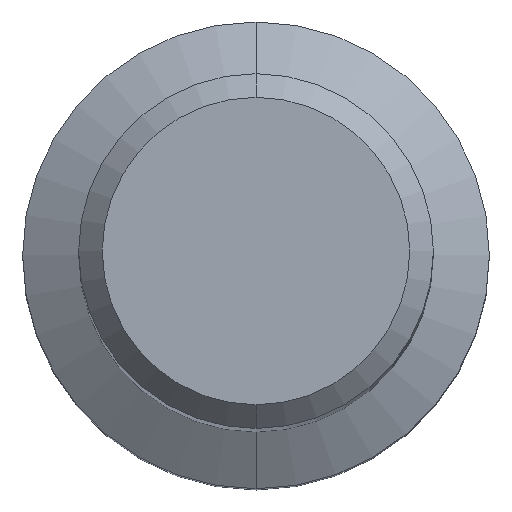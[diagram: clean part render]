
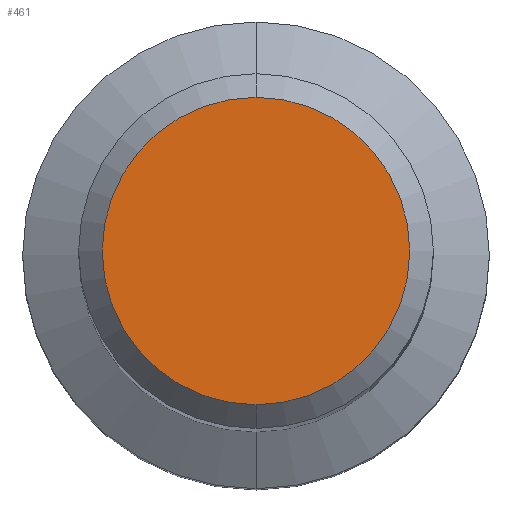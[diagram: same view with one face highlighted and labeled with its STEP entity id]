
A CAD part, top view. The second image highlights one B-rep face of the part: STEP entity #461.
In plain terms, the highlighted planar face has unit normal (0, 0, 1).
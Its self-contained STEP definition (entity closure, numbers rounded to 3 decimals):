
#241=VERTEX_POINT('',#602);
#263=EDGE_CURVE('',#375,#241,#625,.T.);
#375=VERTEX_POINT('',#745);
#439=EDGE_CURVE('',#241,#375,#818,.T.);
#461=ADVANCED_FACE('',(#841),#842,.T.);
#602=CARTESIAN_POINT('',(0.0,2.6,0.0));
#625=CIRCLE('',#1026,2.6);
#745=CARTESIAN_POINT('',(0.,-2.6,0.0));
#818=CIRCLE('',#1448,2.6);
#841=FACE_OUTER_BOUND('',#1479,.T.);
#842=PLANE('',#1480);
#1026=AXIS2_PLACEMENT_3D('',#1725,#1726,#1727);
#1448=AXIS2_PLACEMENT_3D('',#1938,#1939,#1940);
#1479=EDGE_LOOP('',(#1959,#1960));
#1480=AXIS2_PLACEMENT_3D('',#1961,#1962,#1963);
#1725=CARTESIAN_POINT('',(0.0,0.0,0.0));
#1726=DIRECTION('',(0.0,0.0,-1.0));
#1727=DIRECTION('',(0.0,1.0,0.0));
#1938=CARTESIAN_POINT('',(0.0,0.0,0.0));
#1939=DIRECTION('',(0.0,0.0,-1.0));
#1940=DIRECTION('',(0.0,1.0,0.0));
#1959=ORIENTED_EDGE('',*,*,#439,.F.);
#1960=ORIENTED_EDGE('',*,*,#263,.F.);
#1961=CARTESIAN_POINT('',(0.0,1.3,0.0));
#1962=DIRECTION('',(-0.0,0.0,1.0));
#1963=DIRECTION('',(0.0,-1.0,0.0));
